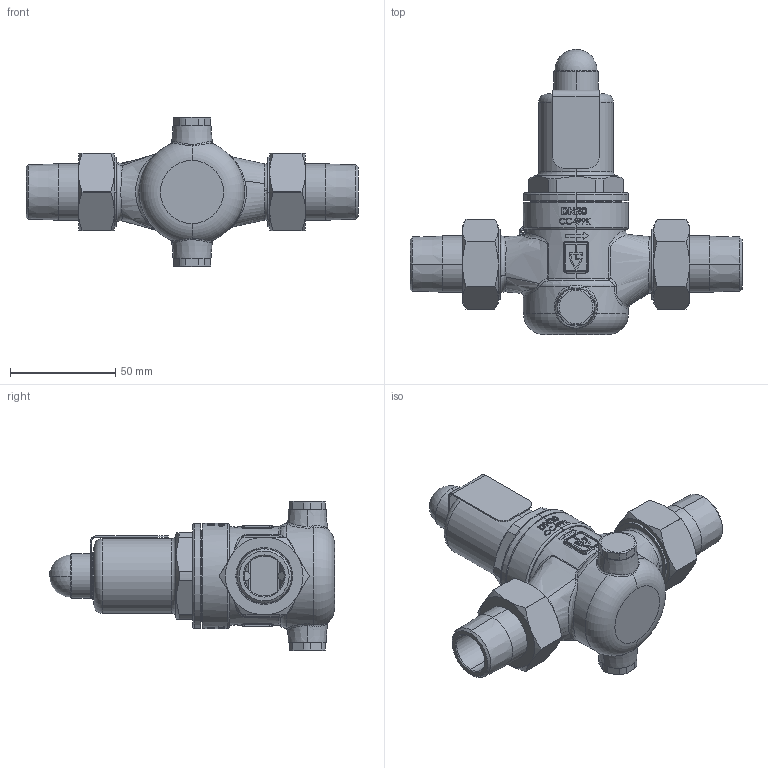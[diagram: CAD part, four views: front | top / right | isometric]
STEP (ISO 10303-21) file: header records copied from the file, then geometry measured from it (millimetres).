
FILE_DESCRIPTION (( 'STEP AP214' ), '1' );
FILE_NAME ('681 HP 20 Dummy.STEP', '2012-06-27T09:40:18', ( 'Blankenhorn' ), ( '' ), 'SwSTEP 2.0', 'SolidWorks 2011', '' );
FILE_SCHEMA (( 'AUTOMOTIVE_DESIGN' ));
Length unit declared in the file: millimetre
Products named in the file (1): 681 HP 20 Dummy
Bounding box: 158 x 135.7 x 71 mm (x, y, z)
Volume: 130900 mm3; surface area: 78944.3 mm2
Topology: 12 solids, 14 shells, 970 faces, 2470 edges, 1577 vertices
Faces by surface type: plane 351, cylinder 251, bspline 194, cone 113, torus 49, sphere 12
Entity records: 55349 total; most frequent: CARTESIAN_POINT 22670, ORIENTED_EDGE 4922, DIRECTION 4050, EDGE_CURVE 2461, VERTEX_POINT 1574, AXIS2_PLACEMENT_3D 1541, EDGE_LOOP 1053, UNCERTAINTY_MEASURE_WITH_UNIT 984
